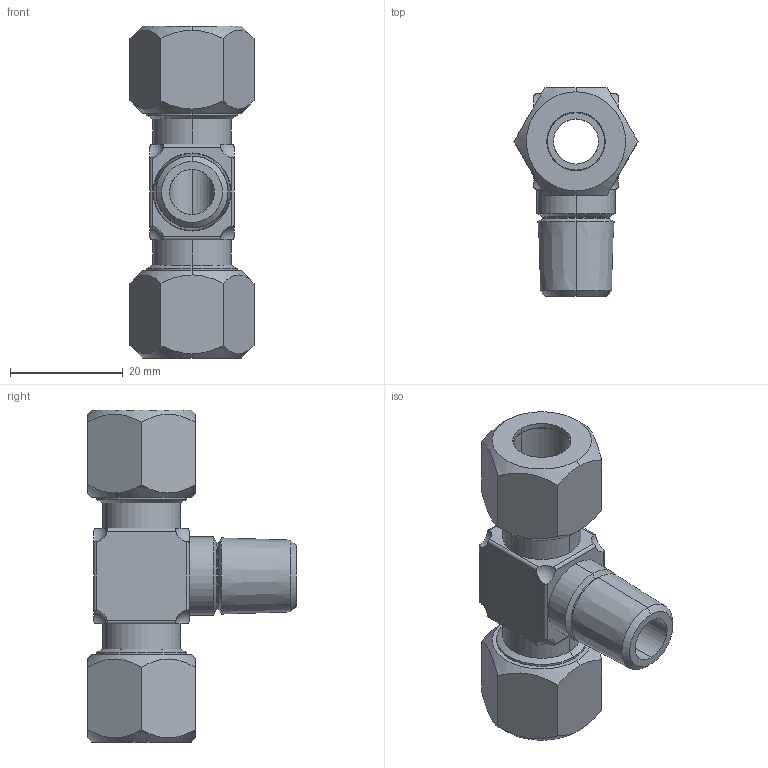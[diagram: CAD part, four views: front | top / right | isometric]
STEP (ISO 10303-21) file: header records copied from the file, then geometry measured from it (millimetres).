
FILE_DESCRIPTION (( 'STEP AP203' ), '1' );
FILE_NAME ('11-1326-04_outokumpu.step', '2015-08-10T12:08:10', ( '' ), ( '' ), 'SwSTEP 2.0', 'SolidWorks 2008', '' );
FILE_SCHEMA (( 'CONFIG_CONTROL_DESIGN' ));
Length unit declared in the file: millimetre
Products named in the file (4): nut-13-222-004_outokumpu_nut-13-222-004_outokumpu; nipple-13-666-434_outokumpu_nipple-13-666-434_outokumpu; bite-ring-13-111-004_outokumpu_bite-ring-13-111-004_outokumpu; 11-1326-04_outokumpu
Assembly tree (5 placements, depth 2):
  11-1326-04_outokumpu
    bite-ring-13-111-004_outokumpu_bite-ring-13-111-004_outokumpu  x2
    nut-13-222-004_outokumpu_nut-13-222-004_outokumpu  x2
    nipple-13-666-434_outokumpu_nipple-13-666-434_outokumpu
Bounding box: 22.05 x 37.05 x 59 mm (x, y, z)
Volume: 12055.9 mm3; surface area: 10590.1 mm2
Topology: 5 solids, 5 shells, 133 faces, 309 edges, 190 vertices
Faces by surface type: cylinder 50, cone 40, plane 31, sphere 8, torus 4
Entity records: 3625 total; most frequent: CARTESIAN_POINT 784, DIRECTION 527, ORIENTED_EDGE 482, EDGE_CURVE 241, AXIS2_PLACEMENT_3D 219, VERTEX_POINT 148, EDGE_LOOP 115, CIRCLE 108
